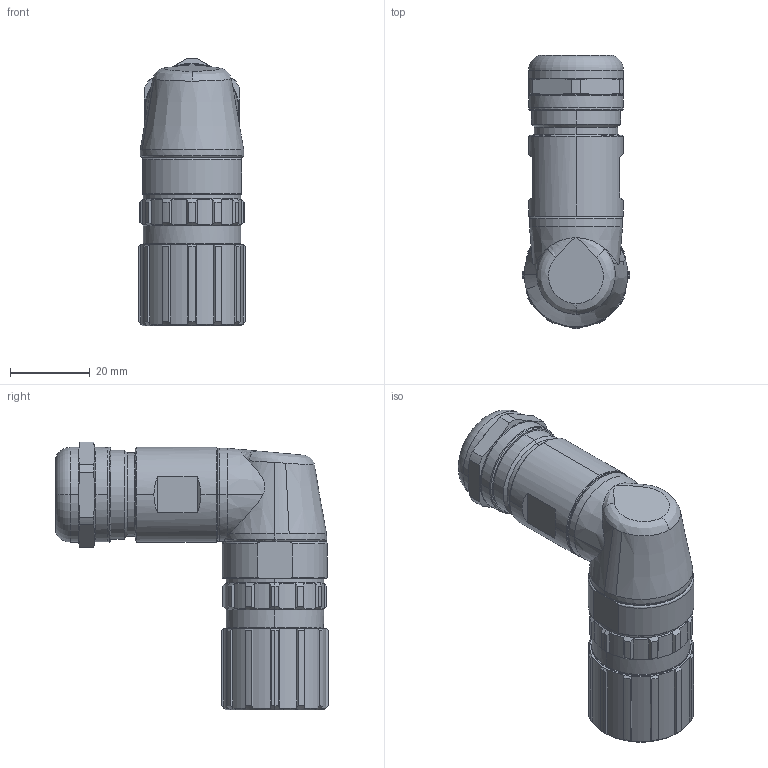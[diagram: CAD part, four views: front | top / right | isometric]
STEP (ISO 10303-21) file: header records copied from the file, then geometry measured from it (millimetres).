
FILE_DESCRIPTION(('CATIA V5 STEP Exchange','CAx-IF Rec.Pracs.--- Model Styling and Organization---1.4--- 2014-01-23'),'2;1');
FILE_NAME ('008233-3_0_1170280000_1170280000.stp','2020-04-17T06:29:46+00:00',('none'),('Weidmueller'),'CATIA Version 5-6 Release 2016 SP3 HF44','CATIA V5 STEP AP214','none');
FILE_SCHEMA(('AUTOMOTIVE_DESIGN { 1 0 10303 214 1 1 1 1 }'));
Length unit declared in the file: millimetre
Products named in the file (1): 1170280000
Bounding box: 26.9 x 68.55 x 67.33 mm (x, y, z)
Volume: 27642.8 mm3; surface area: 15271.1 mm2
Topology: 1 solids, 1 shells, 276 faces, 751 edges, 488 vertices
Faces by surface type: cylinder 104, plane 79, cone 50, torus 23, bspline 18, extrusion 2
Entity records: 9997 total; most frequent: CARTESIAN_POINT 3650, ORIENTED_EDGE 1498, DIRECTION 998, EDGE_CURVE 749, AXIS2_PLACEMENT_3D 512, VERTEX_POINT 488, EDGE_LOOP 291, ADVANCED_FACE 276
